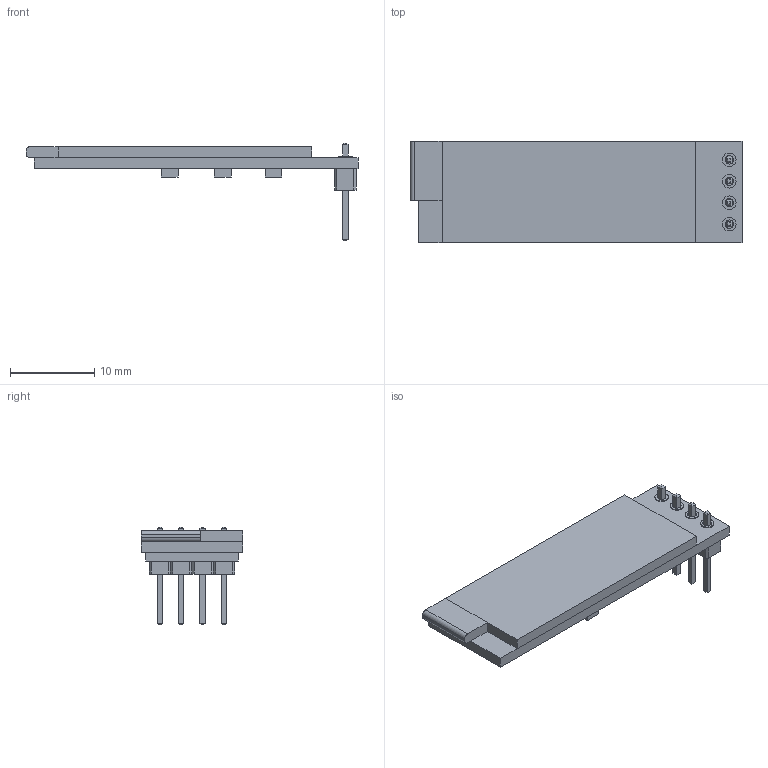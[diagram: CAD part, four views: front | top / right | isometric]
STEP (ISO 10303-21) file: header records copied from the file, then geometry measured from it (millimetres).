
FILE_DESCRIPTION(('FreeCAD Model'),'2;1');
FILE_NAME('OledModuleWithPins001.step' ,'2019-09-04T21:16:42',('kicad StepUp'),('ksu MCAD'), 'Open CASCADE STEP processor 7.3','FreeCAD','Unknown');
FILE_SCHEMA(('AUTOMOTIVE_DESIGN { 1 0 10303 214 1 1 1 1 }'));
Length unit declared in the file: millimetre
Products named in the file (1): OledModuleWithPins001
Bounding box: 39.3 x 12 x 11.54 mm (x, y, z)
Volume: 1215.7 mm3; surface area: 1408.8 mm2
Topology: 1 solids, 1 shells, 149 faces, 342 edges, 215 vertices
Faces by surface type: plane 139, cylinder 10
Full cylindrical faces by diameter (mm): 1 x4, 1.6 x4
Entity records: 5146 total; most frequent: CARTESIAN_POINT 707, ORIENTED_EDGE 684, DIRECTION 662, EDGE_CURVE 342, LINE 322, VECTOR 322, VERTEX_POINT 215, AXIS2_PLACEMENT_3D 170
